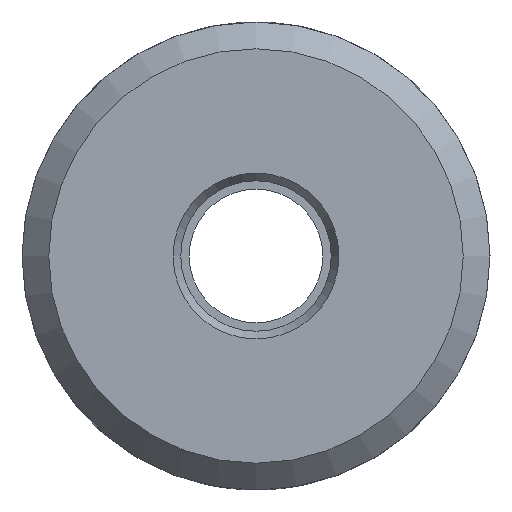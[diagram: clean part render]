
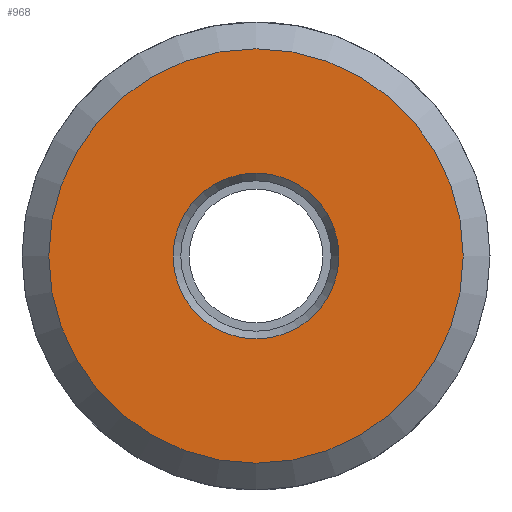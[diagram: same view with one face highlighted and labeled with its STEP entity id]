
A CAD part, left-side view. The second image highlights one B-rep face of the part: STEP entity #968.
In plain terms, the highlighted planar face has unit normal (-1, 0, 0).
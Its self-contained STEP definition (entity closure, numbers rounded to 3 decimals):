
#33=FACE_BOUND('',#234,.T.);
#46=PLANE('',#1102);
#174=FACE_OUTER_BOUND('',#233,.T.);
#233=EDGE_LOOP('',(#729,#730));
#234=EDGE_LOOP('',(#731,#732));
#320=CIRCLE('',#1103,6.2);
#321=CIRCLE('',#1104,6.2);
#322=CIRCLE('',#1105,2.481);
#323=CIRCLE('',#1106,2.481);
#410=VERTEX_POINT('',#1681);
#411=VERTEX_POINT('',#1682);
#412=VERTEX_POINT('',#1685);
#413=VERTEX_POINT('',#1686);
#528=EDGE_CURVE('',#410,#411,#320,.T.);
#529=EDGE_CURVE('',#411,#410,#321,.T.);
#530=EDGE_CURVE('',#412,#413,#322,.T.);
#531=EDGE_CURVE('',#413,#412,#323,.T.);
#729=ORIENTED_EDGE('',*,*,#528,.T.);
#730=ORIENTED_EDGE('',*,*,#529,.T.);
#731=ORIENTED_EDGE('',*,*,#530,.F.);
#732=ORIENTED_EDGE('',*,*,#531,.F.);
#968=ADVANCED_FACE('',(#174,#33),#46,.T.);
#1102=AXIS2_PLACEMENT_3D('',#1680,#1352,#1353);
#1103=AXIS2_PLACEMENT_3D('',#1683,#1354,#1355);
#1104=AXIS2_PLACEMENT_3D('',#1684,#1356,#1357);
#1105=AXIS2_PLACEMENT_3D('',#1687,#1358,#1359);
#1106=AXIS2_PLACEMENT_3D('',#1688,#1360,#1361);
#1352=DIRECTION('center_axis',(-1.,0.,0.));
#1353=DIRECTION('ref_axis',(0.,0.,1.));
#1354=DIRECTION('center_axis',(-1.,0.,0.));
#1355=DIRECTION('ref_axis',(0.,0.,1.));
#1356=DIRECTION('center_axis',(-1.,0.,0.));
#1357=DIRECTION('ref_axis',(0.,0.,1.));
#1358=DIRECTION('center_axis',(-1.,0.,0.));
#1359=DIRECTION('ref_axis',(0.,0.,1.));
#1360=DIRECTION('center_axis',(-1.,0.,0.));
#1361=DIRECTION('ref_axis',(0.,0.,1.));
#1680=CARTESIAN_POINT('Origin',(-64.118,23.479,7.897));
#1681=CARTESIAN_POINT('',(-64.118,25.96,1.697));
#1682=CARTESIAN_POINT('',(-64.118,25.96,14.097));
#1683=CARTESIAN_POINT('Origin',(-64.118,25.96,7.897));
#1684=CARTESIAN_POINT('Origin',(-64.118,25.96,7.897));
#1685=CARTESIAN_POINT('',(-64.118,25.96,10.378));
#1686=CARTESIAN_POINT('',(-64.118,25.96,5.416));
#1687=CARTESIAN_POINT('Origin',(-64.118,25.96,7.897));
#1688=CARTESIAN_POINT('Origin',(-64.118,25.96,7.897));
